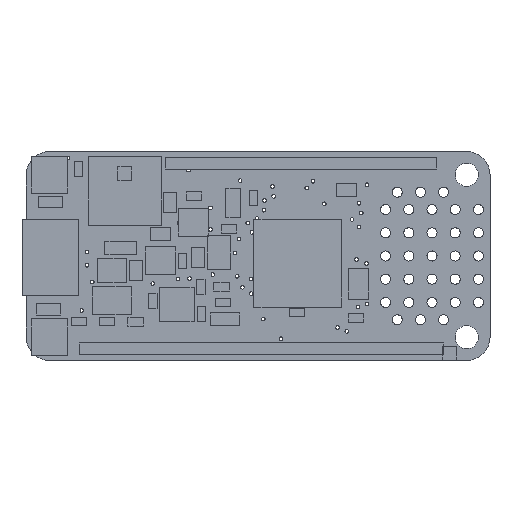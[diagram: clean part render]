
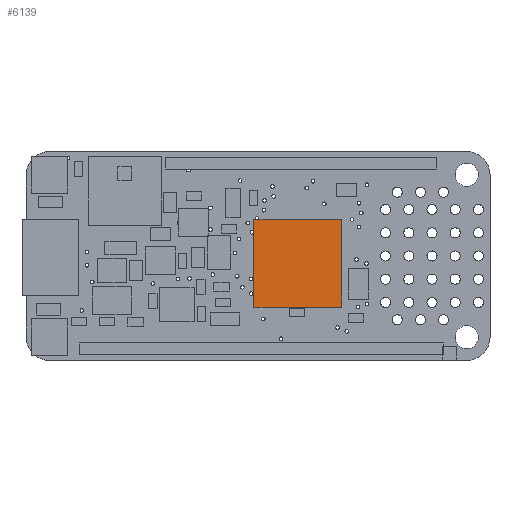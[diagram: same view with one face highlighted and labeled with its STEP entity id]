
A CAD part, top view. The second image highlights one B-rep face of the part: STEP entity #6139.
In plain terms, the highlighted planar face has unit normal (0, 0, 1).
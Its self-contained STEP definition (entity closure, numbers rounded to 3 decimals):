
#695=PLANE('',#7042);
#994=FACE_OUTER_BOUND('',#1563,.T.);
#1563=EDGE_LOOP('',(#5516,#5517,#5518,#5519));
#2012=LINE('',#10425,#2475);
#2015=LINE('',#10431,#2478);
#2018=LINE('',#10437,#2481);
#2021=LINE('',#10441,#2484);
#2475=VECTOR('',#8747,10.);
#2478=VECTOR('',#8752,10.);
#2481=VECTOR('',#8757,10.);
#2484=VECTOR('',#8762,10.);
#3275=VERTEX_POINT('',#10422);
#3276=VERTEX_POINT('',#10424);
#3278=VERTEX_POINT('',#10430);
#3280=VERTEX_POINT('',#10436);
#4020=EDGE_CURVE('',#3276,#3275,#2012,.T.);
#4023=EDGE_CURVE('',#3278,#3276,#2015,.T.);
#4026=EDGE_CURVE('',#3280,#3278,#2018,.T.);
#4029=EDGE_CURVE('',#3275,#3280,#2021,.T.);
#5516=ORIENTED_EDGE('',*,*,#4029,.T.);
#5517=ORIENTED_EDGE('',*,*,#4026,.T.);
#5518=ORIENTED_EDGE('',*,*,#4023,.T.);
#5519=ORIENTED_EDGE('',*,*,#4020,.T.);
#6139=ADVANCED_FACE('',(#994),#695,.T.);
#7042=AXIS2_PLACEMENT_3D('',#10442,#8763,#8764);
#8747=DIRECTION('',(-1.,0.,0.));
#8752=DIRECTION('',(0.,1.,0.));
#8757=DIRECTION('',(1.,0.,0.));
#8762=DIRECTION('',(0.,-1.,0.));
#8763=DIRECTION('center_axis',(0.,0.,1.));
#8764=DIRECTION('ref_axis',(1.,0.,0.));
#10422=CARTESIAN_POINT('',(-5.216,5.216,0.1));
#10424=CARTESIAN_POINT('',(4.4,5.216,0.1));
#10425=CARTESIAN_POINT('',(4.4,5.216,0.1));
#10430=CARTESIAN_POINT('',(4.4,-4.4,0.1));
#10431=CARTESIAN_POINT('',(4.4,-4.4,0.1));
#10436=CARTESIAN_POINT('',(-5.216,-4.4,0.1));
#10437=CARTESIAN_POINT('',(-5.216,-4.4,0.1));
#10441=CARTESIAN_POINT('',(-5.216,5.216,0.1));
#10442=CARTESIAN_POINT('Origin',(-0.408,0.408,0.1));
